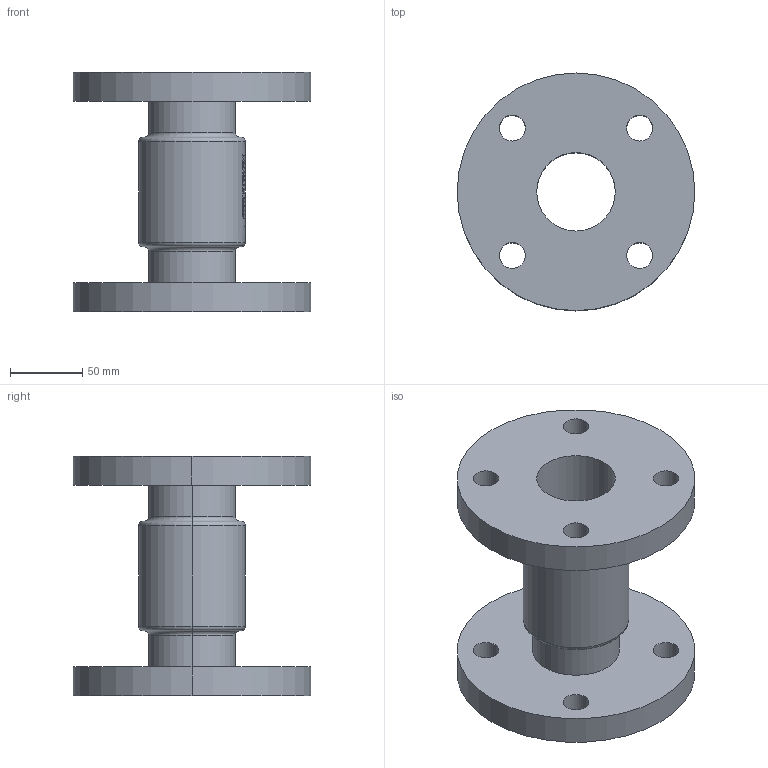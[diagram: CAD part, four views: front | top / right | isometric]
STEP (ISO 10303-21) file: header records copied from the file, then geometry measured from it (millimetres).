
FILE_DESCRIPTION (( 'STEP AP214' ), '1' );
FILE_NAME ('7120000_DN050_PN16_51420259.STEP', '2022-02-11T09:53:21', ( 'axxx' ), ( 'Hewlett-Packard Company' ), 'SwSTEP 2.0', 'SolidWorks 2019', '' );
FILE_SCHEMA (( 'AUTOMOTIVE_DESIGN' ));
Length unit declared in the file: millimetre
Products named in the file (1): 7120000_DN050_PN16_51420259
Bounding box: 165 x 165 x 166 mm (x, y, z)
Volume: 894581.2 mm3; surface area: 160429.3 mm2
Topology: 1 solids, 1 shells, 527 faces, 1369 edges, 910 vertices
Faces by surface type: plane 246, bspline 225, cylinder 48, torus 8
Entity records: 29012 total; most frequent: CARTESIAN_POINT 17580, ORIENTED_EDGE 2738, DIRECTION 1608, EDGE_CURVE 1369, VERTEX_POINT 910, VECTOR 738, LINE 738, EDGE_LOOP 611
